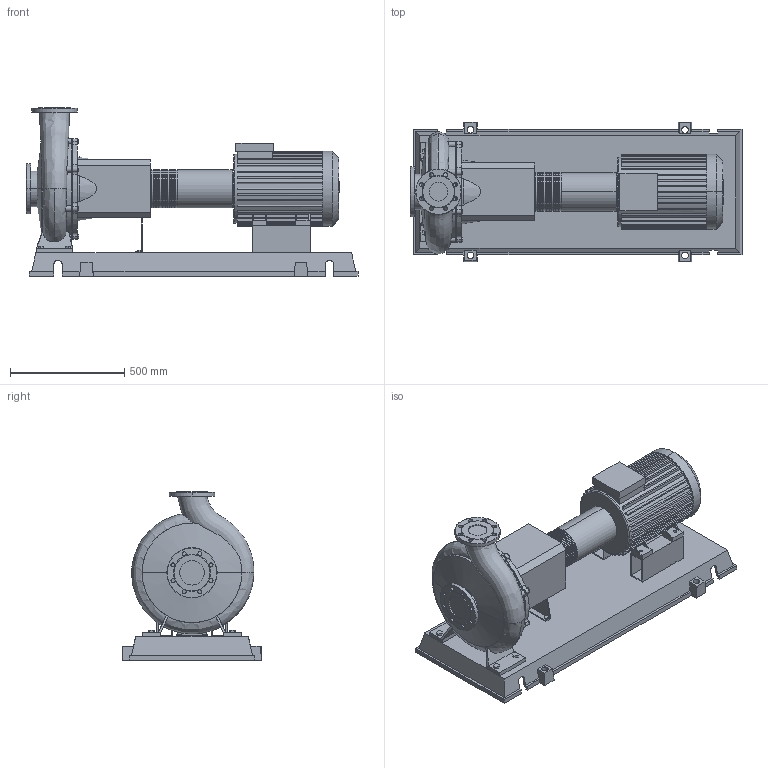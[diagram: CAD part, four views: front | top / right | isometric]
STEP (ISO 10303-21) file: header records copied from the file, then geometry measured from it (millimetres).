
FILE_DESCRIPTION((''),'2;1');
FILE_NAME('3d_NL80_400-15-4-12-4109295.stp','2015-03-03T07:22:17',(''),(''),'Mechanical Desktop 2009','Mechanical Desktop 2009',', , ');
FILE_SCHEMA(('CONFIG_CONTROL_DESIGN'));
Length unit declared in the file: millimetre
Products named in the file (1): Product
Bounding box: 1455 x 610 x 738 mm (x, y, z)
Volume: 112467421.8 mm3; surface area: 5559650.9 mm2
Topology: 13 solids, 13 shells, 903 faces, 2404 edges, 1581 vertices
Faces by surface type: plane 457, cylinder 253, bspline 165, cone 14, torus 14
Entity records: 32250 total; most frequent: CARTESIAN_POINT 9523, ORIENTED_EDGE 4810, DIRECTION 4577, EDGE_CURVE 2405, VERTEX_POINT 1580, AXIS2_PLACEMENT_3D 1551, VECTOR 1475, LINE 1475
